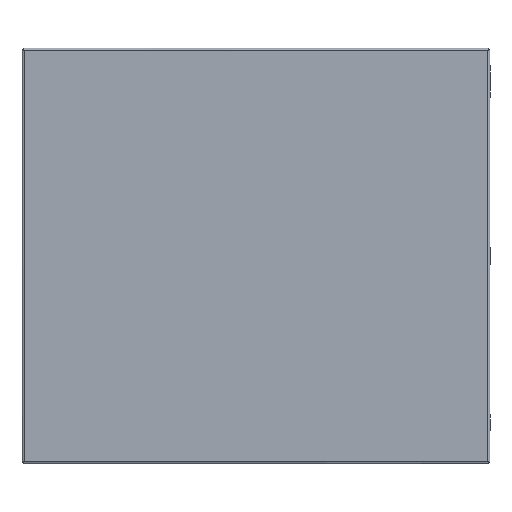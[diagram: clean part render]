
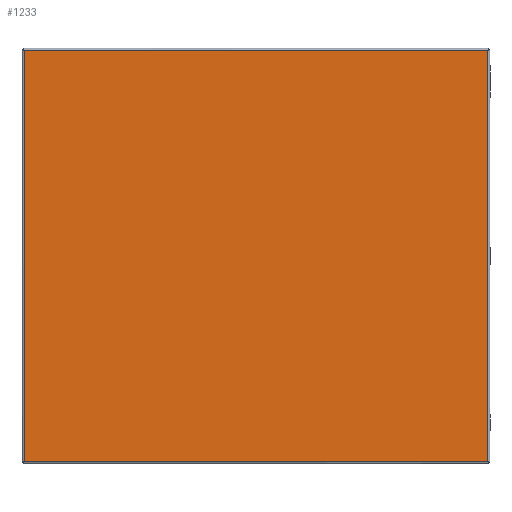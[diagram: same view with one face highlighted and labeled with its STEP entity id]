
A CAD part, top view. The second image highlights one B-rep face of the part: STEP entity #1233.
In plain terms, the highlighted planar face has unit normal (0, 0, 1).
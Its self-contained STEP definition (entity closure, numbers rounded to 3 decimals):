
#129 = ORIENTED_EDGE ( 'NONE', *, *, #725, .T. ) ;
#167 = DIRECTION ( 'NONE',  ( 0., -1., 0. ) ) ;
#217 = VERTEX_POINT ( 'NONE', #1367 ) ;
#224 = EDGE_LOOP ( 'NONE', ( #946, #2129, #1387, #129 ) ) ;
#283 = VECTOR ( 'NONE', #167, 1000. ) ;
#379 = VECTOR ( 'NONE', #1402, 1000. ) ;
#425 = VERTEX_POINT ( 'NONE', #1389 ) ;
#480 = CARTESIAN_POINT ( 'NONE',  ( -278.5, 3059.5, 0. ) ) ;
#525 = DIRECTION ( 'NONE',  ( 1., 0., 0. ) ) ;
#526 = EDGE_CURVE ( 'NONE', #217, #1599, #1012, .T. ) ;
#584 = CARTESIAN_POINT ( 'NONE',  ( -278.5, 247., 0. ) ) ;
#666 = LINE ( 'NONE', #480, #283 ) ;
#677 = DIRECTION ( 'NONE',  ( -1., 0., 0. ) ) ;
#725 = EDGE_CURVE ( 'NONE', #1000, #425, #666, .T. ) ;
#946 = ORIENTED_EDGE ( 'NONE', *, *, #1799, .T. ) ;
#1000 = VERTEX_POINT ( 'NONE', #584 ) ;
#1012 = LINE ( 'NONE', #1444, #1941 ) ;
#1056 = PLANE ( 'NONE',  #1563 ) ;
#1195 = LINE ( 'NONE', #2104, #379 ) ;
#1233 = ADVANCED_FACE ( 'NONE', ( #1909 ), #1056, .T. ) ;
#1283 = VECTOR ( 'NONE', #677, 1000. ) ;
#1327 = CARTESIAN_POINT ( 'NONE',  ( 278.5, 247., 0. ) ) ;
#1357 = CARTESIAN_POINT ( 'NONE',  ( 3091., 247., 0. ) ) ;
#1367 = CARTESIAN_POINT ( 'NONE',  ( 278.5, -247., 0. ) ) ;
#1387 = ORIENTED_EDGE ( 'NONE', *, *, #1746, .T. ) ;
#1389 = CARTESIAN_POINT ( 'NONE',  ( -278.5, -247., 0. ) ) ;
#1402 = DIRECTION ( 'NONE',  ( 1., 0., 0. ) ) ;
#1444 = CARTESIAN_POINT ( 'NONE',  ( 278.5, -3059.5, 0. ) ) ;
#1563 = AXIS2_PLACEMENT_3D ( 'NONE', #1894, #1732, #525 ) ;
#1581 = DIRECTION ( 'NONE',  ( 0., 1., 0. ) ) ;
#1599 = VERTEX_POINT ( 'NONE', #1327 ) ;
#1637 = LINE ( 'NONE', #1357, #1283 ) ;
#1732 = DIRECTION ( 'NONE',  ( 0., 0., 1. ) ) ;
#1746 = EDGE_CURVE ( 'NONE', #1599, #1000, #1637, .T. ) ;
#1799 = EDGE_CURVE ( 'NONE', #425, #217, #1195, .T. ) ;
#1894 = CARTESIAN_POINT ( 'NONE',  ( 0., 0., 0. ) ) ;
#1909 = FACE_OUTER_BOUND ( 'NONE', #224, .T. ) ;
#1941 = VECTOR ( 'NONE', #1581, 1000. ) ;
#2104 = CARTESIAN_POINT ( 'NONE',  ( -3091., -247., 0. ) ) ;
#2129 = ORIENTED_EDGE ( 'NONE', *, *, #526, .T. ) ;
